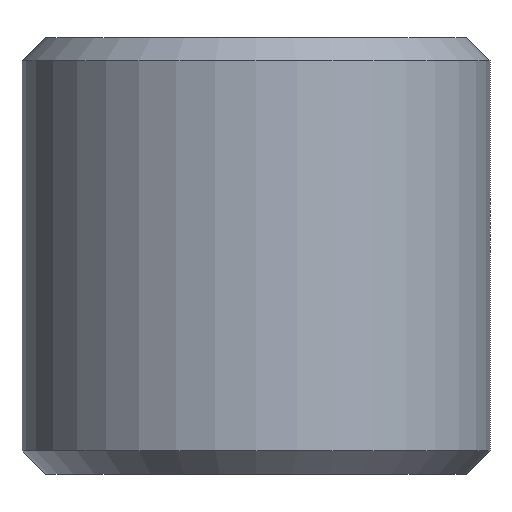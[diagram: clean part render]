
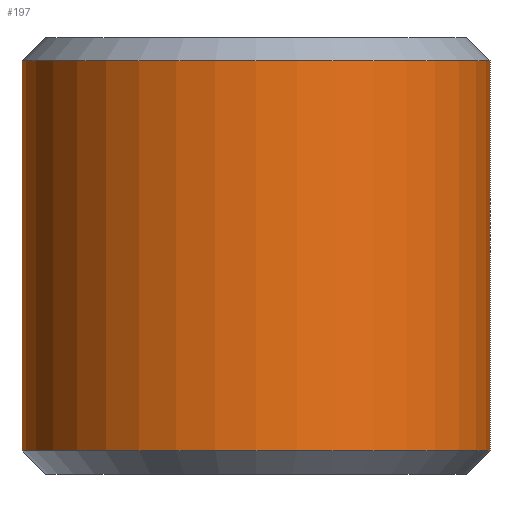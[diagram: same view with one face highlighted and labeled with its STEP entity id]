
A CAD part, front view. The second image highlights one B-rep face of the part: STEP entity #197.
In plain terms, the highlighted cylindrical face has radius 15 mm (diameter 30 mm), a full revolution.
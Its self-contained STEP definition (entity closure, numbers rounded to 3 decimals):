
#197 = ADVANCED_FACE('',(#198),#211,.T.);
#198 = FACE_BOUND('',#199,.T.);
#199 = EDGE_LOOP('',(#200,#255,#277,#325));
#200 = ORIENTED_EDGE('',*,*,#201,.T.);
#201 = EDGE_CURVE('',#202,#202,#204,.T.);
#202 = VERTEX_POINT('',#203);
#203 = CARTESIAN_POINT('',(15.,0.,26.5));
#204 = SURFACE_CURVE('',#205,(#210,#221),.PCURVE_S1.);
#205 = CIRCLE('',#206,15.);
#206 = AXIS2_PLACEMENT_3D('',#207,#208,#209);
#207 = CARTESIAN_POINT('',(0.,0.,26.5));
#208 = DIRECTION('',(0.,0.,-1.));
#209 = DIRECTION('',(1.,0.,0.));
#210 = PCURVE('',#211,#216);
#211 = CYLINDRICAL_SURFACE('',#212,15.);
#212 = AXIS2_PLACEMENT_3D('',#213,#214,#215);
#213 = CARTESIAN_POINT('',(-0.,0.,28.));
#214 = DIRECTION('',(0.,0.,1.));
#215 = DIRECTION('',(-1.,0.,0.));
#216 = DEFINITIONAL_REPRESENTATION('',(#217),#220);
#217 = B_SPLINE_CURVE_WITH_KNOTS('',1,(#218,#219),.UNSPECIFIED.,.F.,.F.,
  (2,2),(0.,6.283),.PIECEWISE_BEZIER_KNOTS.);
#218 = CARTESIAN_POINT('',(9.425,-1.5));
#219 = CARTESIAN_POINT('',(3.142,-1.5));
#220 = ( GEOMETRIC_REPRESENTATION_CONTEXT(2) 
PARAMETRIC_REPRESENTATION_CONTEXT() REPRESENTATION_CONTEXT('2D SPACE',''
  ) );
#221 = PCURVE('',#222,#227);
#222 = CONICAL_SURFACE('',#223,13.5,0.785);
#223 = AXIS2_PLACEMENT_3D('',#224,#225,#226);
#224 = CARTESIAN_POINT('',(-0.,0.,28.));
#225 = DIRECTION('',(0.,0.,-1.));
#226 = DIRECTION('',(-1.,0.,0.));
#227 = DEFINITIONAL_REPRESENTATION('',(#228),#254);
#228 = B_SPLINE_CURVE_WITH_KNOTS('',3,(#229,#230,#231,#232,#233,#234,
    #235,#236,#237,#238,#239,#240,#241,#242,#243,#244,#245,#246,#247,
    #248,#249,#250,#251,#252,#253),.UNSPECIFIED.,.F.,.F.,(4,1,1,1,1,1,1,
    1,1,1,1,1,1,1,1,1,1,1,1,1,1,1,4),(0.,0.286,0.571,
    0.857,1.142,1.428,1.714,
    1.999,2.285,2.57,2.856,
    3.142,3.427,3.713,3.998,
    4.284,4.57,4.855,5.141,
    5.426,5.712,5.998,6.283),
  .QUASI_UNIFORM_KNOTS.);
#229 = CARTESIAN_POINT('',(3.142,1.5));
#230 = CARTESIAN_POINT('',(3.237,1.5));
#231 = CARTESIAN_POINT('',(3.427,1.5));
#232 = CARTESIAN_POINT('',(3.713,1.5));
#233 = CARTESIAN_POINT('',(3.998,1.5));
#234 = CARTESIAN_POINT('',(4.284,1.5));
#235 = CARTESIAN_POINT('',(4.57,1.5));
#236 = CARTESIAN_POINT('',(4.855,1.5));
#237 = CARTESIAN_POINT('',(5.141,1.5));
#238 = CARTESIAN_POINT('',(5.426,1.5));
#239 = CARTESIAN_POINT('',(5.712,1.5));
#240 = CARTESIAN_POINT('',(5.998,1.5));
#241 = CARTESIAN_POINT('',(6.283,1.5));
#242 = CARTESIAN_POINT('',(6.569,1.5));
#243 = CARTESIAN_POINT('',(6.854,1.5));
#244 = CARTESIAN_POINT('',(7.14,1.5));
#245 = CARTESIAN_POINT('',(7.426,1.5));
#246 = CARTESIAN_POINT('',(7.711,1.5));
#247 = CARTESIAN_POINT('',(7.997,1.5));
#248 = CARTESIAN_POINT('',(8.282,1.5));
#249 = CARTESIAN_POINT('',(8.568,1.5));
#250 = CARTESIAN_POINT('',(8.854,1.5));
#251 = CARTESIAN_POINT('',(9.139,1.5));
#252 = CARTESIAN_POINT('',(9.33,1.5));
#253 = CARTESIAN_POINT('',(9.425,1.5));
#254 = ( GEOMETRIC_REPRESENTATION_CONTEXT(2) 
PARAMETRIC_REPRESENTATION_CONTEXT() REPRESENTATION_CONTEXT('2D SPACE',''
  ) );
#255 = ORIENTED_EDGE('',*,*,#256,.F.);
#256 = EDGE_CURVE('',#257,#202,#259,.T.);
#257 = VERTEX_POINT('',#258);
#258 = CARTESIAN_POINT('',(15.,0.,1.5));
#259 = SEAM_CURVE('',#260,(#263,#270),.PCURVE_S1.);
#260 = B_SPLINE_CURVE_WITH_KNOTS('',1,(#261,#262),.UNSPECIFIED.,.F.,.F.,
  (2,2),(-26.5,-1.5),.PIECEWISE_BEZIER_KNOTS.);
#261 = CARTESIAN_POINT('',(15.,0.,1.5));
#262 = CARTESIAN_POINT('',(15.,0.,26.5));
#263 = PCURVE('',#211,#264);
#264 = DEFINITIONAL_REPRESENTATION('',(#265),#269);
#265 = LINE('',#266,#267);
#266 = CARTESIAN_POINT('',(3.142,0.));
#267 = VECTOR('',#268,1.);
#268 = DIRECTION('',(0.,1.));
#269 = ( GEOMETRIC_REPRESENTATION_CONTEXT(2) 
PARAMETRIC_REPRESENTATION_CONTEXT() REPRESENTATION_CONTEXT('2D SPACE',''
  ) );
#270 = PCURVE('',#211,#271);
#271 = DEFINITIONAL_REPRESENTATION('',(#272),#276);
#272 = LINE('',#273,#274);
#273 = CARTESIAN_POINT('',(9.425,0.));
#274 = VECTOR('',#275,1.);
#275 = DIRECTION('',(0.,1.));
#276 = ( GEOMETRIC_REPRESENTATION_CONTEXT(2) 
PARAMETRIC_REPRESENTATION_CONTEXT() REPRESENTATION_CONTEXT('2D SPACE',''
  ) );
#277 = ORIENTED_EDGE('',*,*,#278,.T.);
#278 = EDGE_CURVE('',#257,#257,#279,.T.);
#279 = SURFACE_CURVE('',#280,(#285,#291),.PCURVE_S1.);
#280 = CIRCLE('',#281,15.);
#281 = AXIS2_PLACEMENT_3D('',#282,#283,#284);
#282 = CARTESIAN_POINT('',(0.,0.,1.5));
#283 = DIRECTION('',(0.,0.,1.));
#284 = DIRECTION('',(1.,0.,-0.));
#285 = PCURVE('',#211,#286);
#286 = DEFINITIONAL_REPRESENTATION('',(#287),#290);
#287 = B_SPLINE_CURVE_WITH_KNOTS('',1,(#288,#289),.UNSPECIFIED.,.F.,.F.,
  (2,2),(0.,6.283),.PIECEWISE_BEZIER_KNOTS.);
#288 = CARTESIAN_POINT('',(3.142,-26.5));
#289 = CARTESIAN_POINT('',(9.425,-26.5));
#290 = ( GEOMETRIC_REPRESENTATION_CONTEXT(2) 
PARAMETRIC_REPRESENTATION_CONTEXT() REPRESENTATION_CONTEXT('2D SPACE',''
  ) );
#291 = PCURVE('',#292,#297);
#292 = CONICAL_SURFACE('',#293,15.,0.785);
#293 = AXIS2_PLACEMENT_3D('',#294,#295,#296);
#294 = CARTESIAN_POINT('',(-0.,0.,1.5));
#295 = DIRECTION('',(0.,0.,1.));
#296 = DIRECTION('',(1.,0.,-0.));
#297 = DEFINITIONAL_REPRESENTATION('',(#298),#324);
#298 = B_SPLINE_CURVE_WITH_KNOTS('',3,(#299,#300,#301,#302,#303,#304,
    #305,#306,#307,#308,#309,#310,#311,#312,#313,#314,#315,#316,#317,
    #318,#319,#320,#321,#322,#323),.UNSPECIFIED.,.F.,.F.,(4,1,1,1,1,1,1,
    1,1,1,1,1,1,1,1,1,1,1,1,1,1,1,4),(0.,0.286,0.571,
    0.857,1.142,1.428,1.714,
    1.999,2.285,2.57,2.856,
    3.142,3.427,3.713,3.998,
    4.284,4.57,4.855,5.141,
    5.426,5.712,5.998,6.283),
  .QUASI_UNIFORM_KNOTS.);
#299 = CARTESIAN_POINT('',(0.,0.));
#300 = CARTESIAN_POINT('',(0.095,0.));
#301 = CARTESIAN_POINT('',(0.286,0.));
#302 = CARTESIAN_POINT('',(0.571,0.));
#303 = CARTESIAN_POINT('',(0.857,0.));
#304 = CARTESIAN_POINT('',(1.142,0.));
#305 = CARTESIAN_POINT('',(1.428,0.));
#306 = CARTESIAN_POINT('',(1.714,0.));
#307 = CARTESIAN_POINT('',(1.999,0.));
#308 = CARTESIAN_POINT('',(2.285,0.));
#309 = CARTESIAN_POINT('',(2.57,0.));
#310 = CARTESIAN_POINT('',(2.856,0.));
#311 = CARTESIAN_POINT('',(3.142,0.));
#312 = CARTESIAN_POINT('',(3.427,0.));
#313 = CARTESIAN_POINT('',(3.713,0.));
#314 = CARTESIAN_POINT('',(3.998,0.));
#315 = CARTESIAN_POINT('',(4.284,0.));
#316 = CARTESIAN_POINT('',(4.57,0.));
#317 = CARTESIAN_POINT('',(4.855,0.));
#318 = CARTESIAN_POINT('',(5.141,0.));
#319 = CARTESIAN_POINT('',(5.426,0.));
#320 = CARTESIAN_POINT('',(5.712,0.));
#321 = CARTESIAN_POINT('',(5.998,0.));
#322 = CARTESIAN_POINT('',(6.188,0.));
#323 = CARTESIAN_POINT('',(6.283,0.));
#324 = ( GEOMETRIC_REPRESENTATION_CONTEXT(2) 
PARAMETRIC_REPRESENTATION_CONTEXT() REPRESENTATION_CONTEXT('2D SPACE',''
  ) );
#325 = ORIENTED_EDGE('',*,*,#256,.T.);
